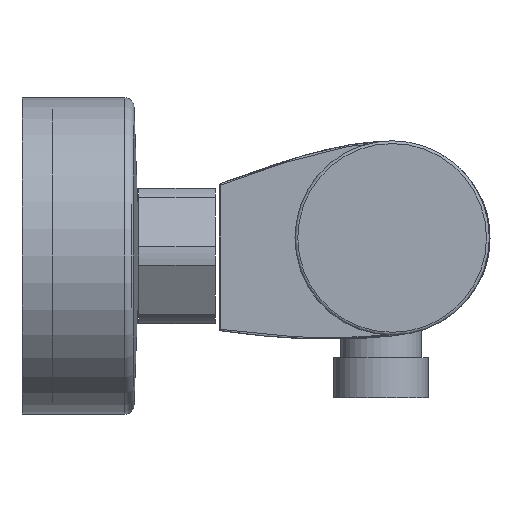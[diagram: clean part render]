
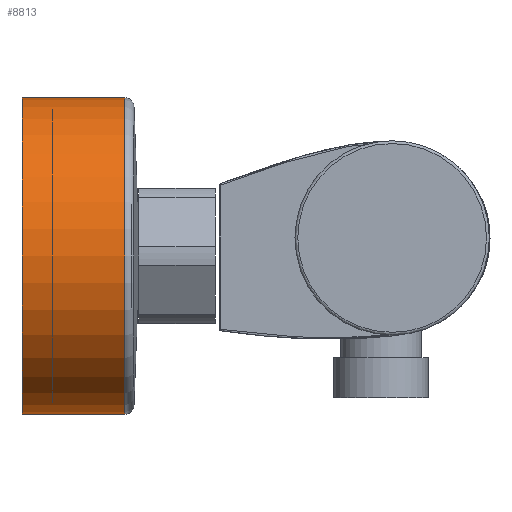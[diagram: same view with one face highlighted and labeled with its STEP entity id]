
A CAD part, front view. The second image highlights one B-rep face of the part: STEP entity #8813.
In plain terms, the highlighted cylindrical face has radius 35 mm (diameter 70 mm), a full revolution.
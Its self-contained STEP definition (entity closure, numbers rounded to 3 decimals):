
#1755=CYLINDRICAL_SURFACE('',#9715,35.);
#3233=ORIENTED_EDGE('',*,*,#5199,.T.);
#3234=ORIENTED_EDGE('',*,*,#5200,.F.);
#5199=EDGE_CURVE('',#6269,#6269,#6868,.T.);
#5200=EDGE_CURVE('',#6270,#6270,#6869,.T.);
#6269=VERTEX_POINT('',#15294);
#6270=VERTEX_POINT('',#15296);
#6868=CIRCLE('',#9716,35.);
#6869=CIRCLE('',#9717,35.);
#7431=EDGE_LOOP('',(#3233));
#7432=EDGE_LOOP('',(#3234));
#8043=FACE_BOUND('',#7431,.T.);
#8044=FACE_BOUND('',#7432,.T.);
#8813=ADVANCED_FACE('',(#8043,#8044),#1755,.T.);
#9715=AXIS2_PLACEMENT_3D('',#15292,#11534,#11535);
#9716=AXIS2_PLACEMENT_3D('',#15293,#11536,#11537);
#9717=AXIS2_PLACEMENT_3D('',#15295,#11538,#11539);
#11534=DIRECTION('',(-1.,0.,0.));
#11535=DIRECTION('',(0.,1.,0.));
#11536=DIRECTION('',(-1.,0.,0.));
#11537=DIRECTION('',(0.,1.,0.));
#11538=DIRECTION('',(-1.,0.,0.));
#11539=DIRECTION('',(0.,-1.,0.));
#15292=CARTESIAN_POINT('',(-55.9,-75.,-4.));
#15293=CARTESIAN_POINT('',(-59.117,-75.,-4.));
#15294=CARTESIAN_POINT('',(-59.117,-40.,-4.));
#15295=CARTESIAN_POINT('',(-81.9,-75.,-4.));
#15296=CARTESIAN_POINT('',(-81.9,-110.,-4.));
